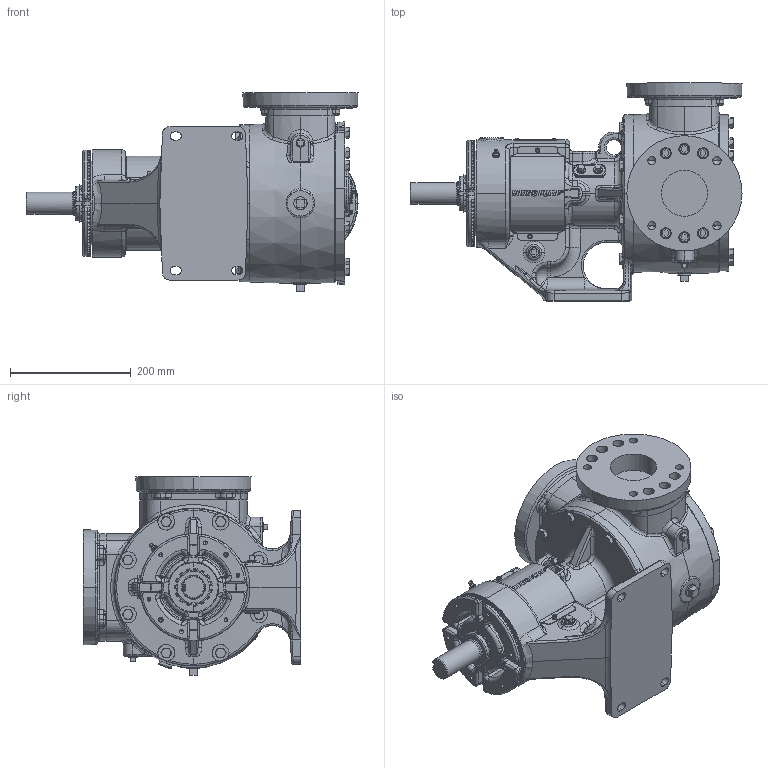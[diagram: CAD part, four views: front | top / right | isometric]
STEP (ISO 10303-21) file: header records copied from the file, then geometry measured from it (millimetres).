
FILE_DESCRIPTION (( 'STEP AP214' ), '1' );
FILE_NAME ('LV-4804.step', '2025-12-05T04:52:14', ( '' ), ( '' ), 'SwSTEP 2.0', 'SolidWorks 2024', '' );
FILE_SCHEMA (( 'AUTOMOTIVE_DESIGN' ));
Products named in the file (1): LV-4804
Bounding box: 549.27 x 360.36 x 327.72 mm (x, y, z)
Volume: 15882272.1 mm3; surface area: 870420.6 mm2
Topology: 1 solids, 1 shells, 5006 faces, 12581 edges, 7749 vertices
Faces by surface type: bspline 1674, plane 1497, cylinder 973, cone 635, torus 155, sphere 72
Entity records: 238240 total; most frequent: CARTESIAN_POINT 132418, ORIENTED_EDGE 24944, DIRECTION 17557, EDGE_CURVE 12472, VERTEX_POINT 7746, AXIS2_PLACEMENT_3D 6487, EDGE_LOOP 5306, FACE_OUTER_BOUND 5006
